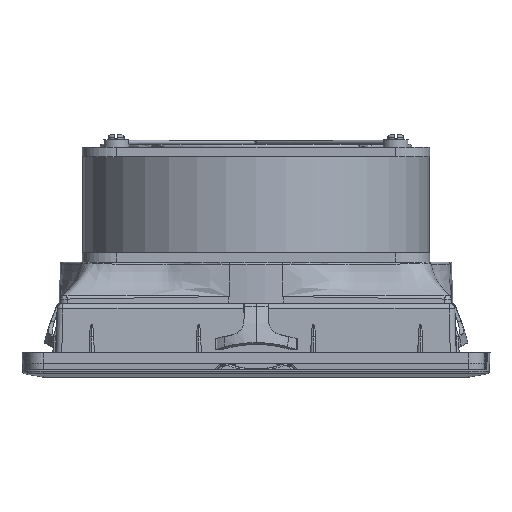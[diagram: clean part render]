
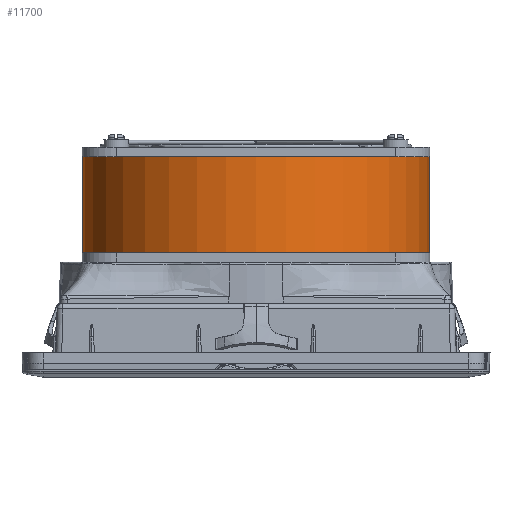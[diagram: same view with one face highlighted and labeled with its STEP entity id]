
A CAD part, front view. The second image highlights one B-rep face of the part: STEP entity #11700.
In plain terms, the highlighted cylindrical face has radius 75.55 mm (diameter 151.1 mm), a full revolution.
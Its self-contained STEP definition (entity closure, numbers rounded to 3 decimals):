
#774=CYLINDRICAL_SURFACE('',#44260,75.55);
#2207=FACE_BOUND('',#17469,.T.);
#2208=FACE_BOUND('',#17470,.T.);
#11700=ADVANCED_FACE('',(#2207,#2208),#774,.T.);
#17469=EDGE_LOOP('',(#28928));
#17470=EDGE_LOOP('',(#28929));
#28928=ORIENTED_EDGE('',*,*,#39231,.F.);
#28929=ORIENTED_EDGE('',*,*,#39324,.F.);
#33382=VERTEX_POINT('',#88213);
#33439=VERTEX_POINT('',#88390);
#39231=EDGE_CURVE('',#33382,#33382,#40652,.T.);
#39324=EDGE_CURVE('',#33439,#33439,#40685,.T.);
#40652=CIRCLE('',#44198,75.55);
#40685=CIRCLE('',#44258,75.55);
#44198=AXIS2_PLACEMENT_3D('',#88212,#54192,#54193);
#44258=AXIS2_PLACEMENT_3D('',#88389,#54372,#54373);
#44260=AXIS2_PLACEMENT_3D('',#88392,#54376,#54377);
#54192=DIRECTION('',(0.,0.,1.));
#54193=DIRECTION('',(1.,0.,0.));
#54372=DIRECTION('',(0.,0.,-1.));
#54373=DIRECTION('',(-1.,0.,0.));
#54376=DIRECTION('',(0.,0.,1.));
#54377=DIRECTION('',(1.,0.,0.));
#88212=CARTESIAN_POINT('',(-104.776,-560.407,90.));
#88213=CARTESIAN_POINT('',(-29.226,-560.407,90.));
#88389=CARTESIAN_POINT('',(-104.776,-560.407,48.));
#88390=CARTESIAN_POINT('',(-180.326,-560.407,48.));
#88392=CARTESIAN_POINT('',(-104.776,-560.407,-202.6));
